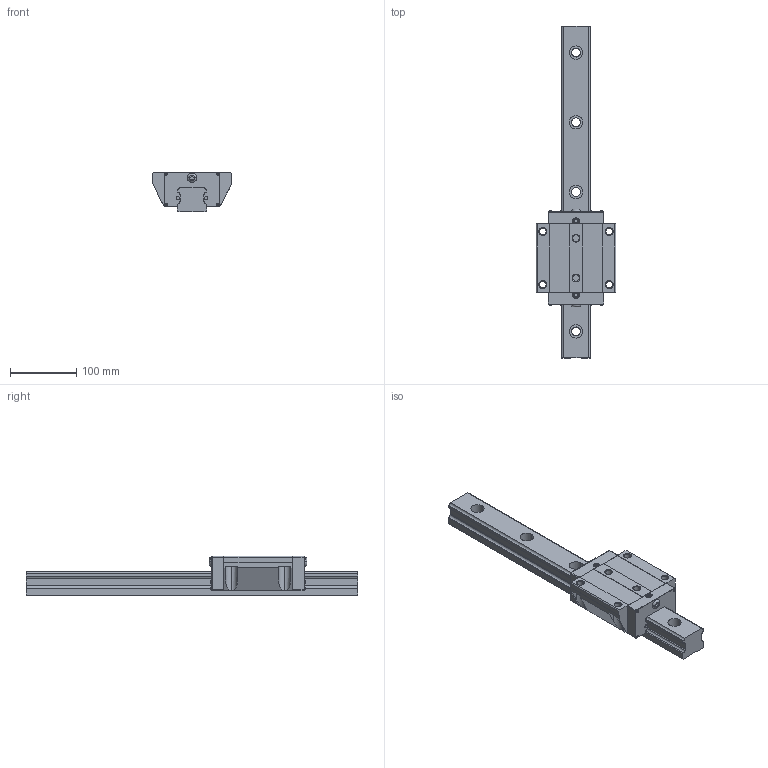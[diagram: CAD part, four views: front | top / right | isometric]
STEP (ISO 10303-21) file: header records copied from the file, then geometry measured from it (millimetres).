
FILE_DESCRIPTION(('STEP AP214'),'1');
FILE_NAME('kuse45-w1-v1-g2_500-40_40.stp','2024-09-27T12:42:51',('TraceParts'),('TraceParts S.A.'),'Spatial InterOp 3D',' ',' ');
FILE_SCHEMA(('AUTOMOTIVE_DESIGN { 1 0 10303 214 1 1 1 1 }'));
Length unit declared in the file: millimetre
Products named in the file (1): kuse45-w1-v1-g2_500-40_40_1
Bounding box: 120 x 500 x 60 mm (x, y, z)
Volume: 1233068.4 mm3; surface area: 191242.2 mm2
Topology: 18 solids, 18 shells, 559 faces, 1474 edges, 956 vertices
Faces by surface type: plane 299, cylinder 184, cone 44, torus 16, sphere 16
Entity records: 21900 total; most frequent: DIRECTION 3192, CARTESIAN_POINT 2989, ORIENTED_EDGE 2916, EDGE_CURVE 1458, AXIS2_PLACEMENT_3D 1159, VERTEX_POINT 956, LINE 874, VECTOR 874
